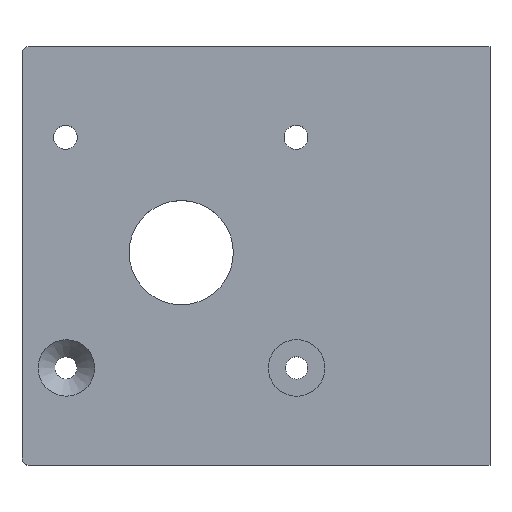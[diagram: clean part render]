
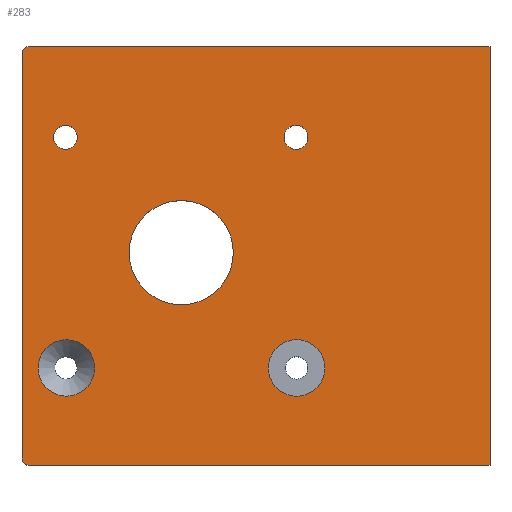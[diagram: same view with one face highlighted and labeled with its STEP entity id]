
A CAD part, top view. The second image highlights one B-rep face of the part: STEP entity #283.
In plain terms, the highlighted planar face has unit normal (0, 0, 1).
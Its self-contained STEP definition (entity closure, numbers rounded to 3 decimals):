
#27=FACE_BOUND('',#53,.T.);
#28=FACE_BOUND('',#54,.T.);
#29=FACE_BOUND('',#55,.T.);
#30=FACE_BOUND('',#56,.T.);
#31=FACE_BOUND('',#57,.T.);
#37=FACE_OUTER_BOUND('',#52,.T.);
#52=EDGE_LOOP('',(#199,#200,#201,#202,#203,#204));
#53=EDGE_LOOP('',(#205));
#54=EDGE_LOOP('',(#206));
#55=EDGE_LOOP('',(#207));
#56=EDGE_LOOP('',(#208));
#57=EDGE_LOOP('',(#209));
#77=CIRCLE('',#313,1.);
#78=CIRCLE('',#314,1.);
#79=CIRCLE('',#315,7.);
#80=CIRCLE('',#316,1.6);
#81=CIRCLE('',#317,1.6);
#82=CIRCLE('',#318,3.8);
#83=CIRCLE('',#319,3.797);
#92=LINE('',#429,#113);
#93=LINE('',#433,#114);
#94=LINE('',#437,#115);
#95=LINE('',#438,#116);
#113=VECTOR('',#346,10.);
#114=VECTOR('',#349,10.);
#115=VECTOR('',#352,10.);
#116=VECTOR('',#353,10.);
#134=VERTEX_POINT('',#427);
#135=VERTEX_POINT('',#428);
#136=VERTEX_POINT('',#430);
#137=VERTEX_POINT('',#432);
#138=VERTEX_POINT('',#434);
#139=VERTEX_POINT('',#436);
#140=VERTEX_POINT('',#439);
#141=VERTEX_POINT('',#441);
#142=VERTEX_POINT('',#443);
#143=VERTEX_POINT('',#445);
#144=VERTEX_POINT('',#447);
#160=EDGE_CURVE('',#134,#135,#92,.T.);
#161=EDGE_CURVE('',#135,#136,#77,.T.);
#162=EDGE_CURVE('',#136,#137,#93,.T.);
#163=EDGE_CURVE('',#137,#138,#78,.T.);
#164=EDGE_CURVE('',#138,#139,#94,.T.);
#165=EDGE_CURVE('',#139,#134,#95,.T.);
#166=EDGE_CURVE('',#140,#140,#79,.T.);
#167=EDGE_CURVE('',#141,#141,#80,.T.);
#168=EDGE_CURVE('',#142,#142,#81,.T.);
#169=EDGE_CURVE('',#143,#143,#82,.T.);
#170=EDGE_CURVE('',#144,#144,#83,.T.);
#199=ORIENTED_EDGE('',*,*,#160,.T.);
#200=ORIENTED_EDGE('',*,*,#161,.T.);
#201=ORIENTED_EDGE('',*,*,#162,.T.);
#202=ORIENTED_EDGE('',*,*,#163,.T.);
#203=ORIENTED_EDGE('',*,*,#164,.T.);
#204=ORIENTED_EDGE('',*,*,#165,.T.);
#205=ORIENTED_EDGE('',*,*,#166,.T.);
#206=ORIENTED_EDGE('',*,*,#167,.T.);
#207=ORIENTED_EDGE('',*,*,#168,.T.);
#208=ORIENTED_EDGE('',*,*,#169,.T.);
#209=ORIENTED_EDGE('',*,*,#170,.T.);
#277=PLANE('',#312);
#283=ADVANCED_FACE('',(#37,#27,#28,#29,#30,#31),#277,.F.);
#312=AXIS2_PLACEMENT_3D('',#426,#344,#345);
#313=AXIS2_PLACEMENT_3D('',#431,#347,#348);
#314=AXIS2_PLACEMENT_3D('',#435,#350,#351);
#315=AXIS2_PLACEMENT_3D('',#440,#354,#355);
#316=AXIS2_PLACEMENT_3D('',#442,#356,#357);
#317=AXIS2_PLACEMENT_3D('',#444,#358,#359);
#318=AXIS2_PLACEMENT_3D('',#446,#360,#361);
#319=AXIS2_PLACEMENT_3D('',#448,#362,#363);
#344=DIRECTION('center_axis',(0.,0.,
-1.));
#345=DIRECTION('ref_axis',(0.,-1.,0.));
#346=DIRECTION('',(-1.,0.,0.));
#347=DIRECTION('center_axis',(0.,0.,
1.));
#348=DIRECTION('ref_axis',(-0.707,0.707,0.));
#349=DIRECTION('',(0.,-1.,0.));
#350=DIRECTION('center_axis',(0.,0.,
1.));
#351=DIRECTION('ref_axis',(-0.707,-0.707,0.));
#352=DIRECTION('',(1.,0.,0.));
#353=DIRECTION('',(0.,1.,0.));
#354=DIRECTION('center_axis',(0.,0.,
-1.));
#355=DIRECTION('ref_axis',(-1.,0.,0.));
#356=DIRECTION('center_axis',(0.,0.,
-1.));
#357=DIRECTION('ref_axis',(1.,0.,0.));
#358=DIRECTION('center_axis',(0.,0.,
-1.));
#359=DIRECTION('ref_axis',(1.,0.,0.));
#360=DIRECTION('center_axis',(0.,0.,
-1.));
#361=DIRECTION('ref_axis',(1.,0.,0.));
#362=DIRECTION('center_axis',(0.,0.,
-1.));
#363=DIRECTION('ref_axis',(1.,0.,0.));
#426=CARTESIAN_POINT('Origin',(-128.823,-974.03,464.636));
#427=CARTESIAN_POINT('',(-94.323,-931.33,464.636));
#428=CARTESIAN_POINT('',(-156.223,-931.33,464.636));
#429=CARTESIAN_POINT('',(-112.573,-931.33,464.636));
#430=CARTESIAN_POINT('',(-157.223,-932.33,464.636));
#431=CARTESIAN_POINT('Origin',(-156.223,-932.33,464.636));
#432=CARTESIAN_POINT('',(-157.223,-986.63,464.636));
#433=CARTESIAN_POINT('',(-157.223,-952.63,464.636));
#434=CARTESIAN_POINT('',(-156.223,-987.63,464.636));
#435=CARTESIAN_POINT('Origin',(-156.223,-986.63,464.636));
#436=CARTESIAN_POINT('',(-94.323,-987.63,464.636));
#437=CARTESIAN_POINT('',(-143.073,-987.63,464.636));
#438=CARTESIAN_POINT('',(-94.323,-969.415,464.636));
#439=CARTESIAN_POINT('',(-128.823,-959.03,464.636));
#440=CARTESIAN_POINT('Origin',(-135.823,-959.03,464.636));
#441=CARTESIAN_POINT('',(-152.99,-943.531,464.636));
#442=CARTESIAN_POINT('Origin',(-151.39,-943.531,464.636));
#443=CARTESIAN_POINT('',(-121.99,-943.531,464.636));
#444=CARTESIAN_POINT('Origin',(-120.39,-943.531,464.636));
#445=CARTESIAN_POINT('',(-124.123,-974.53,464.636));
#446=CARTESIAN_POINT('Origin',(-120.323,-974.53,464.636));
#447=CARTESIAN_POINT('',(-155.053,-974.53,464.636));
#448=CARTESIAN_POINT('Origin',(-151.256,-974.53,464.636));
